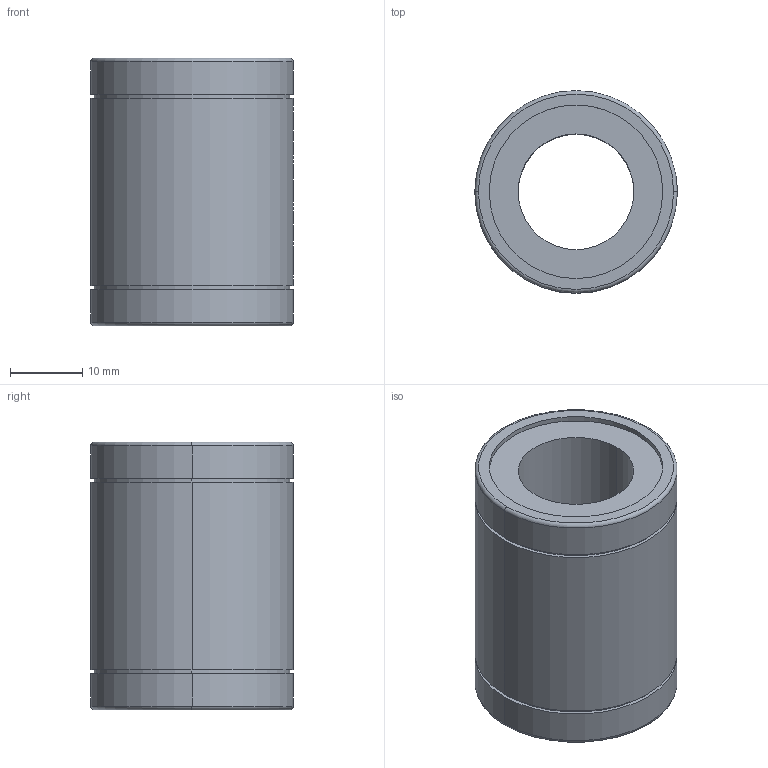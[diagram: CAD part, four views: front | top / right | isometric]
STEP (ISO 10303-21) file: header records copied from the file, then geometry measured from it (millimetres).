
FILE_DESCRIPTION (( 'STEP AP214' ), '1' );
FILE_NAME ('LM16.STEP', '2025-12-02T17:08:49', ( '' ), ( '' ), 'SwSTEP 2.0', 'SolidWorks 2024', '' );
FILE_SCHEMA (( 'AUTOMOTIVE_DESIGN' ));
Length unit declared in the file: millimetre
Products named in the file (1): LM16
Bounding box: 28 x 28 x 37 mm (x, y, z)
Volume: 14907.6 mm3; surface area: 6258.9 mm2
Topology: 1 solids, 1 shells, 307 faces, 842 edges, 548 vertices
Faces by surface type: plane 168, bspline 105, cylinder 30, torus 4
Entity records: 14931 total; most frequent: CARTESIAN_POINT 7829, ORIENTED_EDGE 1684, DIRECTION 1120, EDGE_CURVE 842, VERTEX_POINT 548, LINE 484, VECTOR 484, EDGE_LOOP 320
